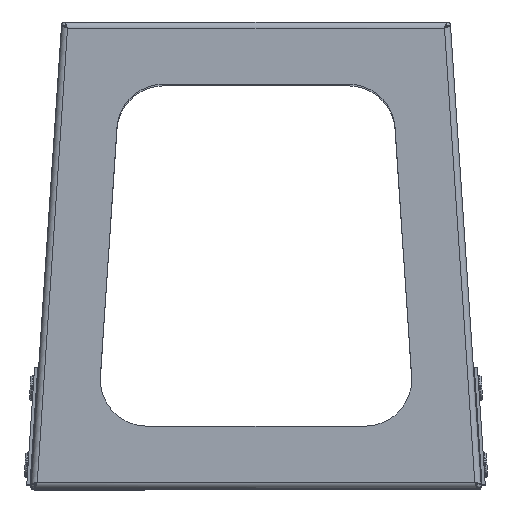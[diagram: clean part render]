
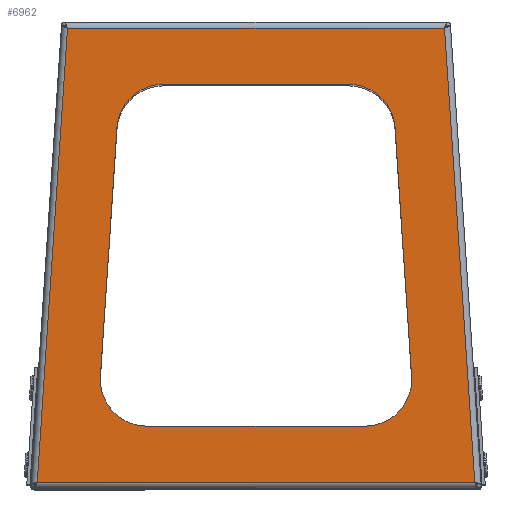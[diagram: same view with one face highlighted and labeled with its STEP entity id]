
A CAD part, top view. The second image highlights one B-rep face of the part: STEP entity #6962.
In plain terms, the highlighted planar face has unit normal (0, 0, 1).
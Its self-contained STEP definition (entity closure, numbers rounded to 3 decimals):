
#152 = VECTOR ( 'NONE', #1109, 1000. ) ;
#568 = DIRECTION ( 'NONE',  ( 1., 0., 0. ) ) ;
#829 = CARTESIAN_POINT ( 'NONE',  ( 121.258, 146., 0. ) ) ;
#949 = ORIENTED_EDGE ( 'NONE', *, *, #2079, .F. ) ;
#981 = CIRCLE ( 'NONE', #5933, 30. ) ;
#1109 = DIRECTION ( 'NONE',  ( -1., 0., 0. ) ) ;
#1125 = EDGE_LOOP ( 'NONE', ( #2614, #11747, #10445, #7990 ) ) ;
#1248 = DIRECTION ( 'NONE',  ( -1., 0., 0. ) ) ;
#1470 = CARTESIAN_POINT ( 'NONE',  ( 140.724, -146., 0. ) ) ;
#1508 = AXIS2_PLACEMENT_3D ( 'NONE', #5167, #8181, #12708 ) ;
#1682 = AXIS2_PLACEMENT_3D ( 'NONE', #2800, #8275, #2870 ) ;
#1984 = VERTEX_POINT ( 'NONE', #13553 ) ;
#2079 = EDGE_CURVE ( 'NONE', #12106, #2638, #11980, .T. ) ;
#2350 = VECTOR ( 'NONE', #8153, 1000. ) ;
#2428 = AXIS2_PLACEMENT_3D ( 'NONE', #4152, #10705, #3231 ) ;
#2479 = ORIENTED_EDGE ( 'NONE', *, *, #4493, .F. ) ;
#2490 = EDGE_CURVE ( 'NONE', #2638, #12916, #981, .T. ) ;
#2563 = VERTEX_POINT ( 'NONE', #4500 ) ;
#2614 = ORIENTED_EDGE ( 'NONE', *, *, #10326, .T. ) ;
#2626 = DIRECTION ( 'NONE',  ( 1., 0., 0. ) ) ;
#2638 = VERTEX_POINT ( 'NONE', #7934 ) ;
#2800 = CARTESIAN_POINT ( 'NONE',  ( 70.178, -80., 0. ) ) ;
#2870 = DIRECTION ( 'NONE',  ( -1., 0., 0. ) ) ;
#2876 = VECTOR ( 'NONE', #6166, 1000. ) ;
#2900 = EDGE_CURVE ( 'NONE', #12515, #11133, #12051, .T. ) ;
#3146 = EDGE_CURVE ( 'NONE', #2563, #5105, #11358, .T. ) ;
#3184 = CARTESIAN_POINT ( 'NONE',  ( -121.258, 146., 0. ) ) ;
#3231 = DIRECTION ( 'NONE',  ( -1., 0., 0. ) ) ;
#3254 = PLANE ( 'NONE',  #13662 ) ;
#3573 = VERTEX_POINT ( 'NONE', #1470 ) ;
#3594 = DIRECTION ( 'NONE',  ( -1., 0., 0. ) ) ;
#3648 = DIRECTION ( 'NONE',  ( -0.067, 0.998, 0. ) ) ;
#4152 = CARTESIAN_POINT ( 'NONE',  ( -70.178, -80., 0. ) ) ;
#4223 = AXIS2_PLACEMENT_3D ( 'NONE', #8531, #5227, #3594 ) ;
#4282 = LINE ( 'NONE', #10555, #2876 ) ;
#4331 = CARTESIAN_POINT ( 'NONE',  ( 100.178, -80., 0. ) ) ;
#4493 = EDGE_CURVE ( 'NONE', #13720, #12515, #10953, .T. ) ;
#4500 = CARTESIAN_POINT ( 'NONE',  ( -89.445, 81.996, 0. ) ) ;
#4538 = ORIENTED_EDGE ( 'NONE', *, *, #2900, .F. ) ;
#4542 = VERTEX_POINT ( 'NONE', #12222 ) ;
#4724 = CARTESIAN_POINT ( 'NONE',  ( -100.112, -78.004, 0. ) ) ;
#4908 = CIRCLE ( 'NONE', #4223, 30. ) ;
#5105 = VERTEX_POINT ( 'NONE', #4724 ) ;
#5167 = CARTESIAN_POINT ( 'NONE',  ( -59.511, 80., 0. ) ) ;
#5227 = DIRECTION ( 'NONE',  ( 0., 0., 1. ) ) ;
#5347 = VECTOR ( 'NONE', #568, 1000. ) ;
#5373 = ORIENTED_EDGE ( 'NONE', *, *, #8405, .F. ) ;
#5473 = DIRECTION ( 'NONE',  ( 0., 0., 1. ) ) ;
#5548 = CIRCLE ( 'NONE', #1508, 30. ) ;
#5702 = ORIENTED_EDGE ( 'NONE', *, *, #3146, .F. ) ;
#5933 = AXIS2_PLACEMENT_3D ( 'NONE', #11981, #5473, #1248 ) ;
#6103 = ORIENTED_EDGE ( 'NONE', *, *, #8587, .F. ) ;
#6166 = DIRECTION ( 'NONE',  ( -0.067, -0.998, 0. ) ) ;
#6410 = VECTOR ( 'NONE', #6558, 1000. ) ;
#6459 = CARTESIAN_POINT ( 'NONE',  ( -59.511, 110., 0. ) ) ;
#6488 = DIRECTION ( 'NONE',  ( 0., 0., 1. ) ) ;
#6558 = DIRECTION ( 'NONE',  ( 1., 0., 0. ) ) ;
#6759 = EDGE_CURVE ( 'NONE', #4542, #2563, #5548, .T. ) ;
#6804 = CARTESIAN_POINT ( 'NONE',  ( 100.112, -78.004, 0. ) ) ;
#6839 = VECTOR ( 'NONE', #3648, 1000. ) ;
#6962 = ADVANCED_FACE ( 'NONE', ( #8598, #12923 ), #3254, .T. ) ;
#7117 = CARTESIAN_POINT ( 'NONE',  ( 100.112, -78.004, 0. ) ) ;
#7471 = ORIENTED_EDGE ( 'NONE', *, *, #8359, .F. ) ;
#7546 = CARTESIAN_POINT ( 'NONE',  ( 0., 0., 0. ) ) ;
#7934 = CARTESIAN_POINT ( 'NONE',  ( 89.445, 81.996, 0. ) ) ;
#7988 = DIRECTION ( 'NONE',  ( -1., 0., 0. ) ) ;
#7990 = ORIENTED_EDGE ( 'NONE', *, *, #13183, .T. ) ;
#8042 = CARTESIAN_POINT ( 'NONE',  ( -142.789, -146., 0. ) ) ;
#8063 = LINE ( 'NONE', #12384, #13495 ) ;
#8111 = ORIENTED_EDGE ( 'NONE', *, *, #2490, .F. ) ;
#8153 = DIRECTION ( 'NONE',  ( -0.067, -0.998, 0. ) ) ;
#8181 = DIRECTION ( 'NONE',  ( 0., 0., 1. ) ) ;
#8249 = VERTEX_POINT ( 'NONE', #3184 ) ;
#8275 = DIRECTION ( 'NONE',  ( 0., 0., 1. ) ) ;
#8359 = EDGE_CURVE ( 'NONE', #11133, #12106, #4908, .T. ) ;
#8405 = EDGE_CURVE ( 'NONE', #5105, #13720, #10528, .T. ) ;
#8531 = CARTESIAN_POINT ( 'NONE',  ( 70.178, -80., 0. ) ) ;
#8587 = EDGE_CURVE ( 'NONE', #12916, #4542, #12898, .T. ) ;
#8598 = FACE_BOUND ( 'NONE', #11478, .T. ) ;
#9645 = CARTESIAN_POINT ( 'NONE',  ( -70.178, -110., 0. ) ) ;
#9740 = CARTESIAN_POINT ( 'NONE',  ( -70.178, -110., 0. ) ) ;
#10114 = VECTOR ( 'NONE', #12403, 1000. ) ;
#10236 = CARTESIAN_POINT ( 'NONE',  ( 70.178, -110., 0. ) ) ;
#10238 = LINE ( 'NONE', #8042, #5347 ) ;
#10326 = EDGE_CURVE ( 'NONE', #8249, #1984, #4282, .T. ) ;
#10413 = CARTESIAN_POINT ( 'NONE',  ( 59.511, 110., 0. ) ) ;
#10445 = ORIENTED_EDGE ( 'NONE', *, *, #12846, .T. ) ;
#10528 = CIRCLE ( 'NONE', #2428, 30. ) ;
#10555 = CARTESIAN_POINT ( 'NONE',  ( -121.138, 147.799, 0. ) ) ;
#10705 = DIRECTION ( 'NONE',  ( 0., 0., 1. ) ) ;
#10949 = CARTESIAN_POINT ( 'NONE',  ( -89.445, 81.996, 0. ) ) ;
#10953 = LINE ( 'NONE', #9740, #6410 ) ;
#11133 = VERTEX_POINT ( 'NONE', #4331 ) ;
#11285 = LINE ( 'NONE', #13387, #10114 ) ;
#11358 = LINE ( 'NONE', #10949, #2350 ) ;
#11360 = EDGE_CURVE ( 'NONE', #1984, #3573, #10238, .T. ) ;
#11478 = EDGE_LOOP ( 'NONE', ( #4538, #2479, #5373, #5702, #11623, #6103, #8111, #949, #7471 ) ) ;
#11623 = ORIENTED_EDGE ( 'NONE', *, *, #6759, .F. ) ;
#11747 = ORIENTED_EDGE ( 'NONE', *, *, #11360, .T. ) ;
#11980 = LINE ( 'NONE', #6804, #6839 ) ;
#11981 = CARTESIAN_POINT ( 'NONE',  ( 59.511, 80., 0. ) ) ;
#12051 = CIRCLE ( 'NONE', #1682, 30. ) ;
#12106 = VERTEX_POINT ( 'NONE', #7117 ) ;
#12222 = CARTESIAN_POINT ( 'NONE',  ( -59.511, 110., 0. ) ) ;
#12384 = CARTESIAN_POINT ( 'NONE',  ( 123.06, 146., 0. ) ) ;
#12403 = DIRECTION ( 'NONE',  ( -0.067, 0.998, 0. ) ) ;
#12515 = VERTEX_POINT ( 'NONE', #10236 ) ;
#12708 = DIRECTION ( 'NONE',  ( 1., 0., 0. ) ) ;
#12846 = EDGE_CURVE ( 'NONE', #3573, #13559, #11285, .T. ) ;
#12898 = LINE ( 'NONE', #6459, #152 ) ;
#12916 = VERTEX_POINT ( 'NONE', #10413 ) ;
#12923 = FACE_OUTER_BOUND ( 'NONE', #1125, .T. ) ;
#13183 = EDGE_CURVE ( 'NONE', #13559, #8249, #8063, .T. ) ;
#13387 = CARTESIAN_POINT ( 'NONE',  ( 140.862, -148.06, 0. ) ) ;
#13495 = VECTOR ( 'NONE', #7988, 1000. ) ;
#13553 = CARTESIAN_POINT ( 'NONE',  ( -140.724, -146., 0. ) ) ;
#13559 = VERTEX_POINT ( 'NONE', #829 ) ;
#13662 = AXIS2_PLACEMENT_3D ( 'NONE', #7546, #6488, #2626 ) ;
#13720 = VERTEX_POINT ( 'NONE', #9645 ) ;
